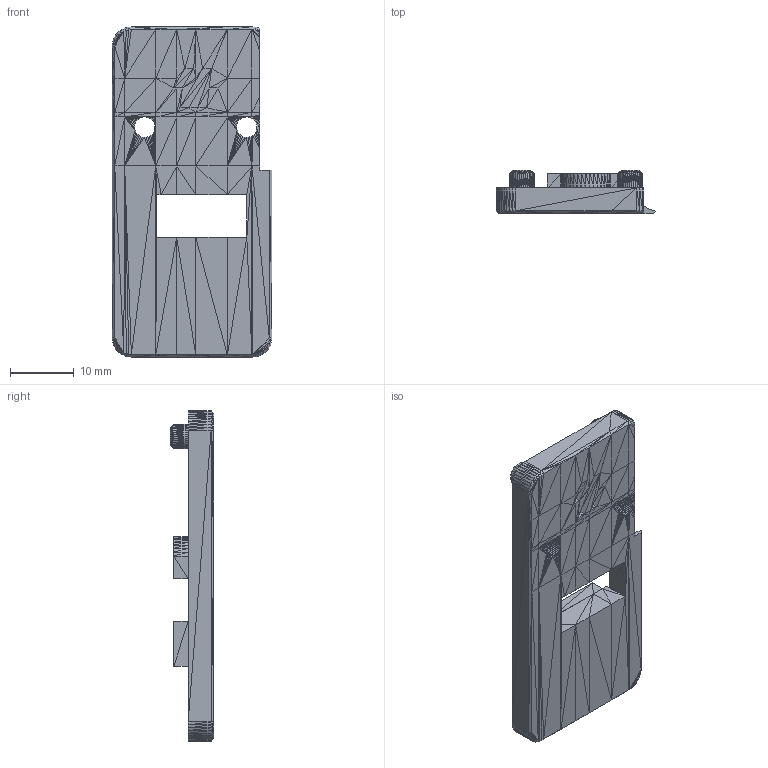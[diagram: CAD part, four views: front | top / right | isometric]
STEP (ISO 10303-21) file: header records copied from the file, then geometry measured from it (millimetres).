
FILE_DESCRIPTION(/* description */ ('','CAx-IF Rec.Pracs.---Representation and Presentation of Product Manufacturing Information (PMI)---4.0---2014-10-13'),/* implementation_level */ '2;1');
FILE_NAME(/* name */ 'Endstop mount trimmed.step',/* time_stamp */ '2024-11-29T23:58:21Z',/* author */ (''),/* organization */ (''),/* preprocessor_version */ 'ST-DEVELOPER v20',/* originating_system */ 'Autodesk Translation Framework v13.20.0.188',/* authorisation */ '');
FILE_SCHEMA (('AP242_MANAGED_MODEL_BASED_3D_ENGINEERING_MIM_LF { 1 0 10303 442 1 1 4 }'));
Length unit declared in the file: millimetre
Products named in the file (2): Voron 2.4 Flat; Y_endstop_[a]_B v2
Assembly tree (1 placements, depth 2):
  Voron 2.4 Flat
    Y_endstop_[a]_B v2
Bounding box: 25 x 6.8 x 51.7 mm (x, y, z)
Volume: 4259.6 mm3; surface area: 3545.1 mm2
Topology: 1 solids, 1 shells, 1634 faces, 2525 edges, 887 vertices
Faces by surface type: plane 1634
Entity records: 32582 total; most frequent: DIRECTION 5799, ORIENTED_EDGE 5050, CARTESIAN_POINT 5049, LINE 2525, VECTOR 2525, EDGE_CURVE 2525, AXIS2_PLACEMENT_3D 1637, FACE_OUTER_BOUND 1634
